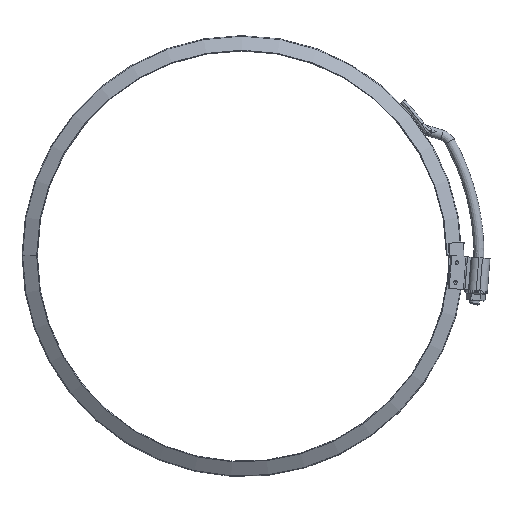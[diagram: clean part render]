
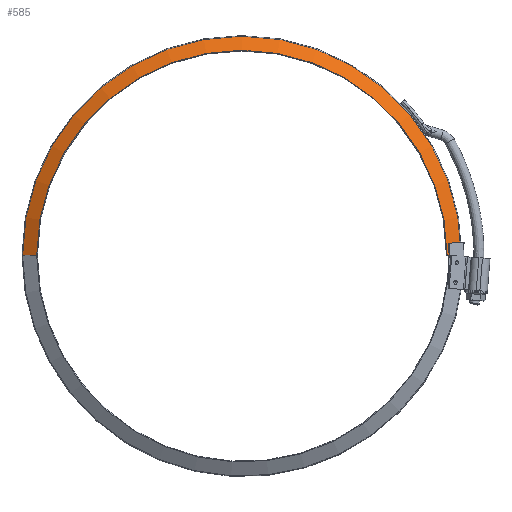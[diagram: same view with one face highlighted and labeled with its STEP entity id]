
A CAD part, top view. The second image highlights one B-rep face of the part: STEP entity #585.
In plain terms, the highlighted conical face has half-angle 60 degrees and reference radius 124.575 mm.
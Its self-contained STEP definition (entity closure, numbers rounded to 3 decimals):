
#271=CONICAL_SURFACE('',#2730,124.575,60.);
#428=FACE_OUTER_BOUND('',#877,.T.);
#585=ADVANCED_FACE('',(#428),#271,.T.);
#877=EDGE_LOOP('',(#1504,#1505,#1506,#1507));
#1504=ORIENTED_EDGE('',*,*,#2092,.T.);
#1505=ORIENTED_EDGE('',*,*,#2093,.T.);
#1506=ORIENTED_EDGE('',*,*,#2090,.F.);
#1507=ORIENTED_EDGE('',*,*,#2064,.F.);
#1746=VERTEX_POINT('',#5083);
#1748=VERTEX_POINT('',#5089);
#1763=VERTEX_POINT('',#5140);
#1764=VERTEX_POINT('',#5144);
#2064=EDGE_CURVE('',#1746,#1748,#2342,.T.);
#2090=EDGE_CURVE('',#1748,#1763,#2240,.T.);
#2092=EDGE_CURVE('',#1746,#1764,#2242,.T.);
#2093=EDGE_CURVE('',#1764,#1763,#2353,.T.);
#2240=CIRCLE('',#2726,132.975);
#2242=CIRCLE('',#2729,124.575);
#2342=LINE('',#5088,#2449);
#2353=LINE('',#5145,#2460);
#2449=VECTOR('',#3309,1.);
#2460=VECTOR('',#3378,1.);
#2726=AXIS2_PLACEMENT_3D('',#5139,#3370,#3371);
#2729=AXIS2_PLACEMENT_3D('',#5143,#3376,#3377);
#2730=AXIS2_PLACEMENT_3D('',#5146,#3379,#3380);
#3309=DIRECTION('',(-0.866,0.,-0.5));
#3370=DIRECTION('',(0.,0.,-1.));
#3371=DIRECTION('',(-1.,0.,0.));
#3376=DIRECTION('',(0.,0.,-1.));
#3377=DIRECTION('',(-1.,0.,0.));
#3378=DIRECTION('',(0.866,0.,-0.5));
#3379=DIRECTION('',(0.,0.,-1.));
#3380=DIRECTION('',(-1.,0.,0.));
#5083=CARTESIAN_POINT('',(-124.575,0.,8.086));
#5088=CARTESIAN_POINT('',(-124.575,0.,8.086));
#5089=CARTESIAN_POINT('',(-132.975,0.,3.236));
#5139=CARTESIAN_POINT('',(0.,0.,3.236));
#5140=CARTESIAN_POINT('',(132.975,0.,3.236));
#5143=CARTESIAN_POINT('',(0.,0.,8.086));
#5144=CARTESIAN_POINT('',(124.575,0.,8.086));
#5145=CARTESIAN_POINT('',(124.575,0.,8.086));
#5146=CARTESIAN_POINT('',(0.,0.,8.086));
